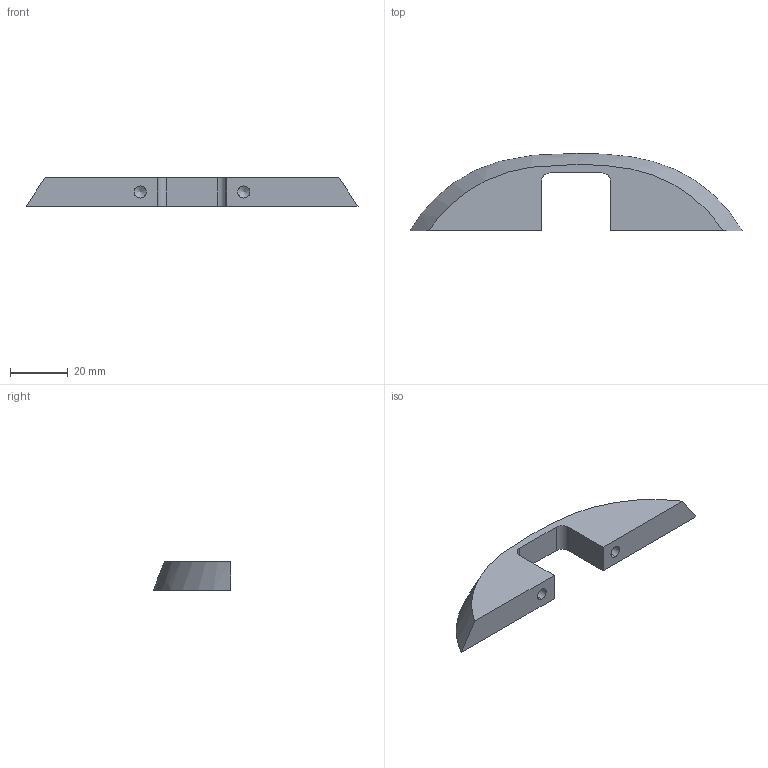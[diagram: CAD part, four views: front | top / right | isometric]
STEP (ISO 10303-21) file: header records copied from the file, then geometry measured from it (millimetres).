
FILE_DESCRIPTION (( 'STEP AP214' ), '1' );
FILE_NAME ('IX-USI-008-Aa-support-chassis-2.STEP', '2019-09-06T16:23:52', ( '' ), ( '' ), 'SwSTEP 2.0', 'SolidWorks 2016', '' );
FILE_SCHEMA (( 'AUTOMOTIVE_DESIGN' ));
Length unit declared in the file: millimetre
Products named in the file (1): IX-USI-008-Aa-support-chassis-2
Bounding box: 115.24 x 26.75 x 10 mm (x, y, z)
Volume: 15329.7 mm3; surface area: 6301.3 mm2
Topology: 1 solids, 1 shells, 19 faces, 47 edges, 28 vertices
Faces by surface type: plane 7, cylinder 6, cone 4, bspline 2
Entity records: 1248 total; most frequent: CARTESIAN_POINT 748, ORIENTED_EDGE 86, DIRECTION 84, EDGE_CURVE 43, AXIS2_PLACEMENT_3D 30, VERTEX_POINT 28, VECTOR 24, LINE 24
